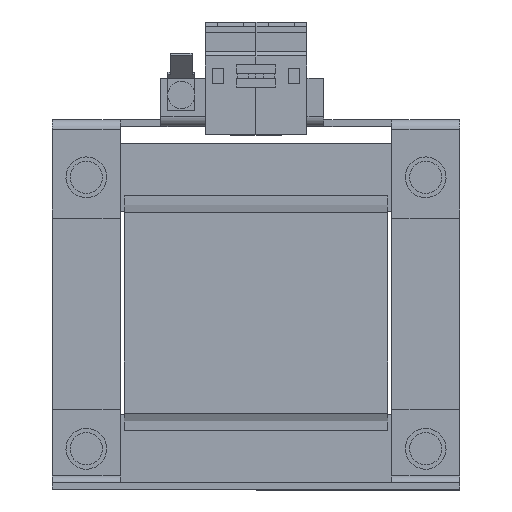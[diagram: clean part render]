
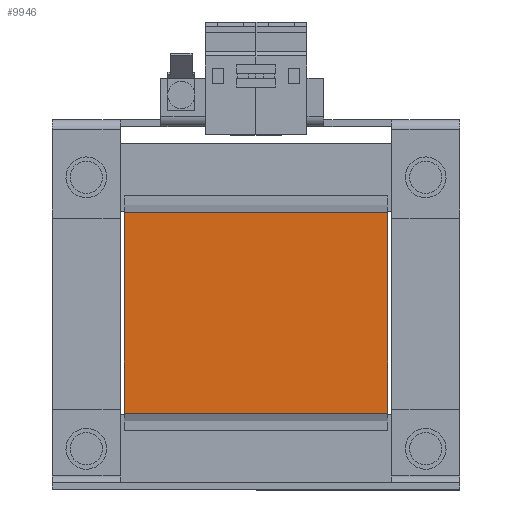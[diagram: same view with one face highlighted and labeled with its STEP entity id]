
A CAD part, top view. The second image highlights one B-rep face of the part: STEP entity #9946.
In plain terms, the highlighted planar face has unit normal (0, 0, 1).
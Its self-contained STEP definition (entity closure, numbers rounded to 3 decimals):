
#56 = LINE ( 'NONE', #6771, #1867 ) ;
#60 = VECTOR ( 'NONE', #102, 1000. ) ;
#102 = DIRECTION ( 'NONE',  ( 0., -1., 0. ) ) ;
#601 = VECTOR ( 'NONE', #8236, 1000. ) ;
#988 = LINE ( 'NONE', #9458, #5454 ) ;
#1310 = DIRECTION ( 'NONE',  ( -1., 0., 0. ) ) ;
#1800 = CARTESIAN_POINT ( 'NONE',  ( 38.75, 29.5, 43.85 ) ) ;
#1867 = VECTOR ( 'NONE', #6810, 1000. ) ;
#2214 = ORIENTED_EDGE ( 'NONE', *, *, #3261, .F. ) ;
#3261 = EDGE_CURVE ( 'NONE', #6086, #4600, #7426, .T. ) ;
#3496 = PLANE ( 'NONE',  #6968 ) ;
#4121 = CARTESIAN_POINT ( 'NONE',  ( -38.75, 29.5, 43.85 ) ) ;
#4284 = VERTEX_POINT ( 'NONE', #4121 ) ;
#4600 = VERTEX_POINT ( 'NONE', #5679 ) ;
#5348 = LINE ( 'NONE', #6415, #601 ) ;
#5451 = ORIENTED_EDGE ( 'NONE', *, *, #8612, .T. ) ;
#5454 = VECTOR ( 'NONE', #1310, 1000. ) ;
#5679 = CARTESIAN_POINT ( 'NONE',  ( 38.75, -29.5, 43.85 ) ) ;
#6086 = VERTEX_POINT ( 'NONE', #1800 ) ;
#6131 = FACE_OUTER_BOUND ( 'NONE', #7519, .T. ) ;
#6415 = CARTESIAN_POINT ( 'NONE',  ( 38.75, 29.5, 43.85 ) ) ;
#6575 = ORIENTED_EDGE ( 'NONE', *, *, #9639, .F. ) ;
#6771 = CARTESIAN_POINT ( 'NONE',  ( -38.75, 29.5, 43.85 ) ) ;
#6810 = DIRECTION ( 'NONE',  ( 0., -1., 0. ) ) ;
#6968 = AXIS2_PLACEMENT_3D ( 'NONE', #8944, #9758, #10570 ) ;
#7426 = LINE ( 'NONE', #9030, #60 ) ;
#7519 = EDGE_LOOP ( 'NONE', ( #10151, #6575, #2214, #5451 ) ) ;
#8185 = VERTEX_POINT ( 'NONE', #10290 ) ;
#8206 = EDGE_CURVE ( 'NONE', #4284, #8185, #56, .T. ) ;
#8236 = DIRECTION ( 'NONE',  ( -1., 0., 0. ) ) ;
#8612 = EDGE_CURVE ( 'NONE', #6086, #4284, #5348, .T. ) ;
#8944 = CARTESIAN_POINT ( 'NONE',  ( 38.75, 29.5, 43.85 ) ) ;
#9030 = CARTESIAN_POINT ( 'NONE',  ( 38.75, 29.5, 43.85 ) ) ;
#9458 = CARTESIAN_POINT ( 'NONE',  ( 38.75, -29.5, 43.85 ) ) ;
#9639 = EDGE_CURVE ( 'NONE', #4600, #8185, #988, .T. ) ;
#9758 = DIRECTION ( 'NONE',  ( 0., 0., -1. ) ) ;
#9946 = ADVANCED_FACE ( 'NONE', ( #6131 ), #3496, .F. ) ;
#10151 = ORIENTED_EDGE ( 'NONE', *, *, #8206, .T. ) ;
#10290 = CARTESIAN_POINT ( 'NONE',  ( -38.75, -29.5, 43.85 ) ) ;
#10570 = DIRECTION ( 'NONE',  ( -1., 0., 0. ) ) ;
